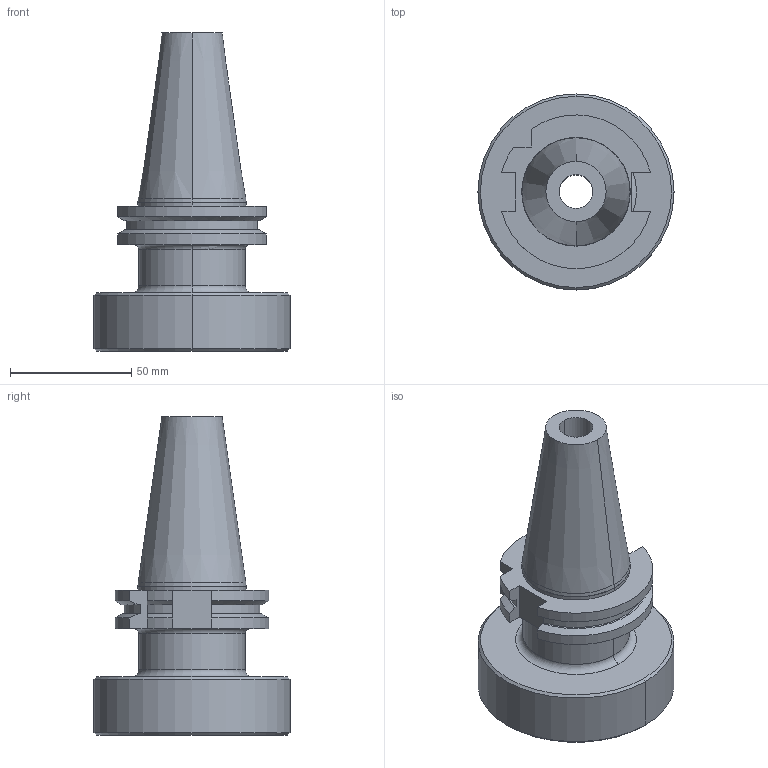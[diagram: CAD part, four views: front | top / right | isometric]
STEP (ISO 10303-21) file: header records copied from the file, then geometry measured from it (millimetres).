
FILE_DESCRIPTION((''),'2;1');
FILE_NAME('8432908179','2022-02-16T14:43:49',('thiemer'),(''),'CREO PARAMETRIC BY PTC INC, 2021164','CREO PARAMETRIC BY PTC INC, 2021164','');
FILE_SCHEMA(('AUTOMOTIVE_DESIGN { 1 0 10303 214 1 1 1 1 }'));
Length unit declared in the file: millimetre
Products named in the file (1): 8432908179
Bounding box: 81 x 81 x 131.4 mm (x, y, z)
Volume: 210547.5 mm3; surface area: 39826 mm2
Topology: 1 solids, 1 shells, 58 faces, 146 edges, 94 vertices
Faces by surface type: plane 21, cylinder 19, cone 14, torus 4
Entity records: 2557 total; most frequent: CARTESIAN_POINT 384, DIRECTION 353, ORIENTED_EDGE 292, PRESENTATION_STYLE_ASSIGNMENT 159, STYLED_ITEM 159, CURVE_STYLE 158, EDGE_CURVE 146, AXIS2_PLACEMENT_3D 137
